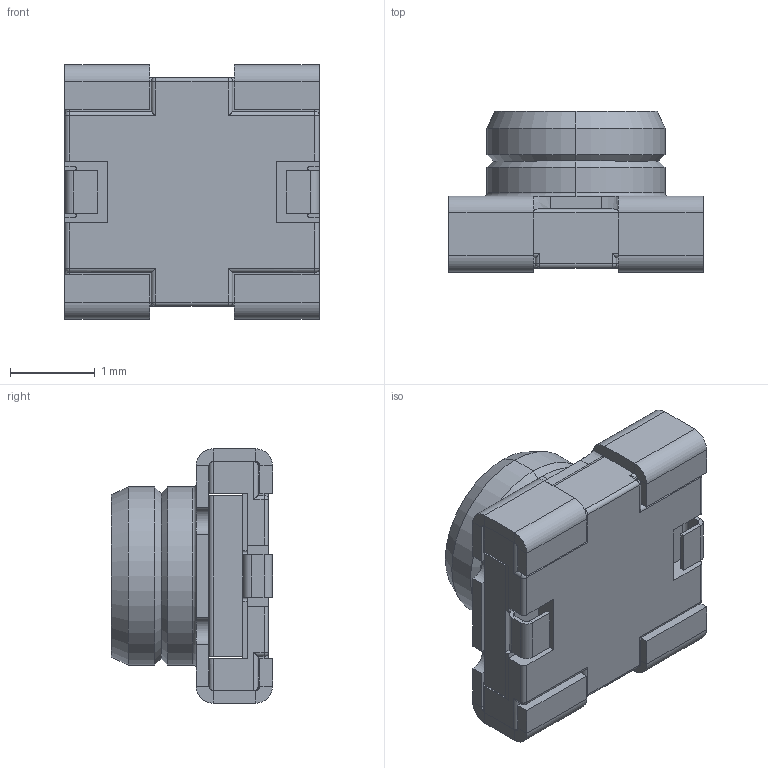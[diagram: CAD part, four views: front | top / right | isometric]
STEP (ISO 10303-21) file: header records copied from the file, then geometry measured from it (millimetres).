
FILE_DESCRIPTION (( 'STEP AP214' ), '1' );
FILE_NAME ('MM8430-2610RA1.STEP', '2018-11-06T02:08:13', ( '' ), ( '' ), 'SwSTEP 2.0', 'SolidWorks 2017', '' );
FILE_SCHEMA (( 'AUTOMOTIVE_DESIGN' ));
Length unit declared in the file: millimetre
Products named in the file (1): MM8430-2610RA1
Bounding box: 3 x 1.9 x 3 mm (x, y, z)
Volume: 9.7 mm3; surface area: 94.9 mm2
Topology: 4 solids, 4 shells, 273 faces, 636 edges, 366 vertices
Faces by surface type: plane 153, cylinder 94, sphere 8, cone 8, torus 6, bspline 4
Entity records: 7725 total; most frequent: CARTESIAN_POINT 1566, DIRECTION 1276, ORIENTED_EDGE 1256, EDGE_CURVE 628, LINE 432, VECTOR 432, AXIS2_PLACEMENT_3D 422, VERTEX_POINT 366
